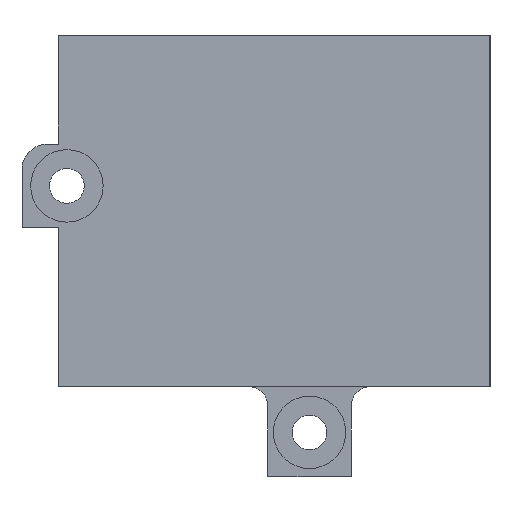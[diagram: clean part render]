
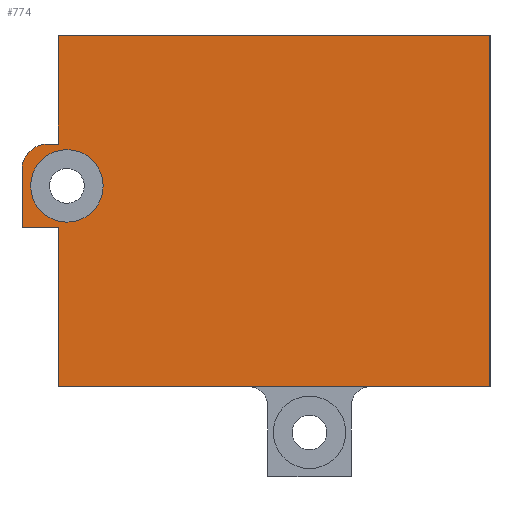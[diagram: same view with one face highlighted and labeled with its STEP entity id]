
A CAD part, left-side view. The second image highlights one B-rep face of the part: STEP entity #774.
In plain terms, the highlighted planar face has unit normal (-1, 0, 0).
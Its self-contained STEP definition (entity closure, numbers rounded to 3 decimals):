
#21=FACE_BOUND('',#142,.T.);
#53=PLANE('',#847);
#94=FACE_OUTER_BOUND('',#141,.T.);
#141=EDGE_LOOP('',(#715,#716,#717,#718,#719,#720,#721,#722,#723));
#142=EDGE_LOOP('',(#724));
#166=LINE('',#1130,#254);
#190=LINE('',#1179,#278);
#195=LINE('',#1195,#283);
#221=LINE('',#1255,#309);
#223=LINE('',#1259,#311);
#225=LINE('',#1263,#313);
#227=LINE('',#1267,#315);
#229=LINE('',#1270,#317);
#254=VECTOR('',#915,10.);
#278=VECTOR('',#951,10.);
#283=VECTOR('',#970,10.);
#309=VECTOR('',#1034,10.);
#311=VECTOR('',#1038,10.);
#313=VECTOR('',#1042,10.);
#315=VECTOR('',#1046,10.);
#317=VECTOR('',#1050,10.);
#329=CIRCLE('',#808,1.6);
#331=CIRCLE('',#819,2.3);
#363=VERTEX_POINT('',#1123);
#364=VERTEX_POINT('',#1124);
#365=VERTEX_POINT('',#1129);
#383=VERTEX_POINT('',#1176);
#384=VERTEX_POINT('',#1178);
#387=VERTEX_POINT('',#1188);
#403=VERTEX_POINT('',#1254);
#404=VERTEX_POINT('',#1258);
#405=VERTEX_POINT('',#1262);
#406=VERTEX_POINT('',#1266);
#438=EDGE_CURVE('',#363,#364,#329,.T.);
#441=EDGE_CURVE('',#364,#365,#166,.T.);
#465=EDGE_CURVE('',#383,#384,#190,.T.);
#471=EDGE_CURVE('',#387,#387,#331,.T.);
#473=EDGE_CURVE('',#384,#363,#195,.T.);
#503=EDGE_CURVE('',#403,#365,#221,.T.);
#505=EDGE_CURVE('',#404,#403,#223,.T.);
#507=EDGE_CURVE('',#405,#404,#225,.T.);
#509=EDGE_CURVE('',#406,#405,#227,.T.);
#511=EDGE_CURVE('',#383,#406,#229,.T.);
#715=ORIENTED_EDGE('',*,*,#438,.F.);
#716=ORIENTED_EDGE('',*,*,#473,.F.);
#717=ORIENTED_EDGE('',*,*,#465,.F.);
#718=ORIENTED_EDGE('',*,*,#511,.T.);
#719=ORIENTED_EDGE('',*,*,#509,.T.);
#720=ORIENTED_EDGE('',*,*,#507,.T.);
#721=ORIENTED_EDGE('',*,*,#505,.T.);
#722=ORIENTED_EDGE('',*,*,#503,.T.);
#723=ORIENTED_EDGE('',*,*,#441,.F.);
#724=ORIENTED_EDGE('',*,*,#471,.T.);
#774=ADVANCED_FACE('',(#94,#21),#53,.T.);
#808=AXIS2_PLACEMENT_3D('',#1125,#909,#910);
#819=AXIS2_PLACEMENT_3D('',#1190,#962,#963);
#847=AXIS2_PLACEMENT_3D('',#1273,#1054,#1055);
#909=DIRECTION('center_axis',(1.,0.,0.));
#910=DIRECTION('ref_axis',(0.,0.707,0.707));
#915=DIRECTION('',(0.,-1.,0.));
#951=DIRECTION('',(0.,1.,0.));
#962=DIRECTION('center_axis',(1.,0.,0.));
#963=DIRECTION('ref_axis',(0.,-1.,0.));
#970=DIRECTION('',(0.,0.,1.));
#1034=DIRECTION('',(0.,0.,-1.));
#1038=DIRECTION('',(0.,1.,0.));
#1042=DIRECTION('',(0.,0.,1.));
#1046=DIRECTION('',(0.,-1.,0.));
#1050=DIRECTION('',(0.,0.,-1.));
#1054=DIRECTION('center_axis',(-1.,0.,0.));
#1055=DIRECTION('ref_axis',(0.,0.,1.));
#1123=CARTESIAN_POINT('',(11.117,13.2,50.3));
#1124=CARTESIAN_POINT('',(11.117,11.6,51.9));
#1125=CARTESIAN_POINT('Origin',(11.117,11.6,50.3));
#1129=CARTESIAN_POINT('',(11.117,10.9,51.9));
#1130=CARTESIAN_POINT('',(11.117,8.925,51.9));
#1176=CARTESIAN_POINT('',(11.117,10.9,46.6));
#1178=CARTESIAN_POINT('',(11.117,13.2,46.6));
#1179=CARTESIAN_POINT('',(11.117,11.775,46.6));
#1188=CARTESIAN_POINT('',(11.117,12.65,49.25));
#1190=CARTESIAN_POINT('Origin',(11.117,10.35,49.25));
#1195=CARTESIAN_POINT('',(11.117,13.2,50.575));
#1254=CARTESIAN_POINT('',(11.117,10.9,58.8));
#1255=CARTESIAN_POINT('',(11.117,10.9,57.9));
#1258=CARTESIAN_POINT('',(11.117,-16.5,58.8));
#1259=CARTESIAN_POINT('',(11.117,-19.17,58.8));
#1262=CARTESIAN_POINT('',(11.117,-16.5,36.5));
#1263=CARTESIAN_POINT('',(11.117,-16.5,58.8));
#1266=CARTESIAN_POINT('',(11.117,10.9,36.5));
#1267=CARTESIAN_POINT('',(11.117,-17.5,36.5));
#1270=CARTESIAN_POINT('',(11.117,10.9,37.4));
#1273=CARTESIAN_POINT('Origin',(11.117,-2.8,47.65));
